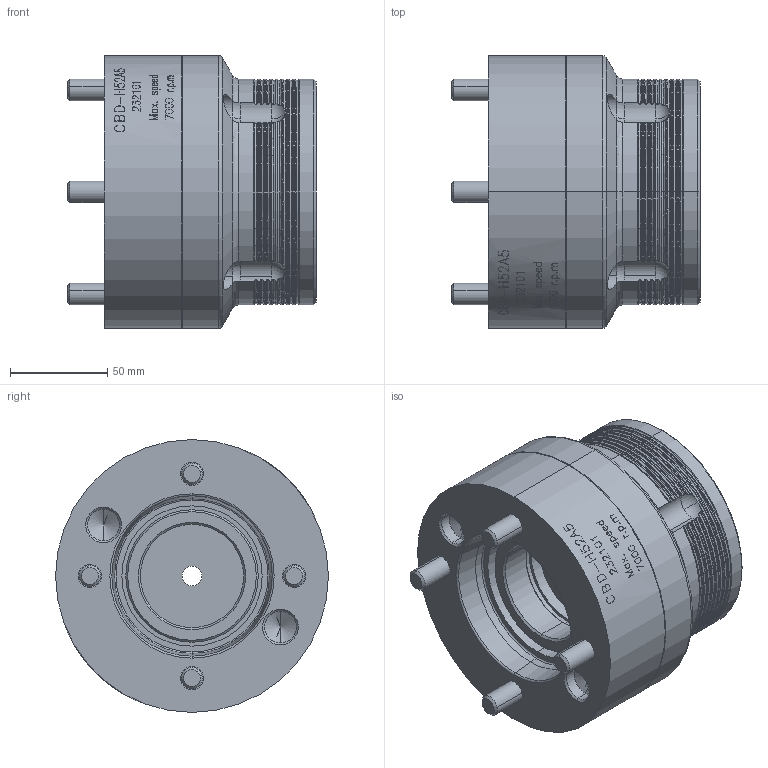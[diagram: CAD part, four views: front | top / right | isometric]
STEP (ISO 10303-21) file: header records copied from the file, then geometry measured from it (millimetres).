
FILE_DESCRIPTION (( 'STEP AP203' ), '1' );
FILE_NAME ('CF-CBD-H52A5(M55x2).STEP', '2023-02-24T02:52:07', ( '' ), ( '' ), 'SwSTEP 2.0', 'SolidWorks 2020', '' );
FILE_SCHEMA (( 'CONFIG_CONTROL_DESIGN' ));
Length unit declared in the file: millimetre
Products named in the file (9): CF-CBD-65-07000_M8x12; CF-CKCC780800101; 圓頭內六角螺栓_M8x35; 圓頭內六角螺栓(英制)_7_16"-14UNC x1-1_4"; CF-CBD-52-01000; 圓頭內六角螺栓_M5x16; CF-CBD-52-02010_CF-CBD-52-02010(M55x2); CF-CBD-H52A5(M55x2); CF-CBD-52-03010
Assembly tree (16 placements, depth 2):
  CF-CBD-H52A5(M55x2)
    CF-CBD-52-01000
    CF-CBD-52-02010_CF-CBD-52-02010(M55x2)
    CF-CBD-52-03010
    CF-CBD-65-07000_M8x12  x2
    CF-CKCC780800101
    圓頭內六角螺栓_M8x35  x4
    圓頭內六角螺栓(英制)_7_16"-14UNC x1-1_4"  x4
    圓頭內六角螺栓_M5x16  x2
Bounding box: 127.75 x 140 x 140 mm (x, y, z)
Volume: 1109858.5 mm3; surface area: 251108.3 mm2
Topology: 16 solids, 16 shells, 936 faces, 2987 edges, 2176 vertices
Faces by surface type: plane 349, cylinder 286, cone 181, torus 79, bspline 25, sphere 16
Entity records: 32232 total; most frequent: CARTESIAN_POINT 9723, ORIENTED_EDGE 5042, DIRECTION 3867, EDGE_CURVE 2521, VERTEX_POINT 1912, AXIS2_PLACEMENT_3D 1544, EDGE_LOOP 869, B_SPLINE_CURVE_WITH_KNOTS 867
